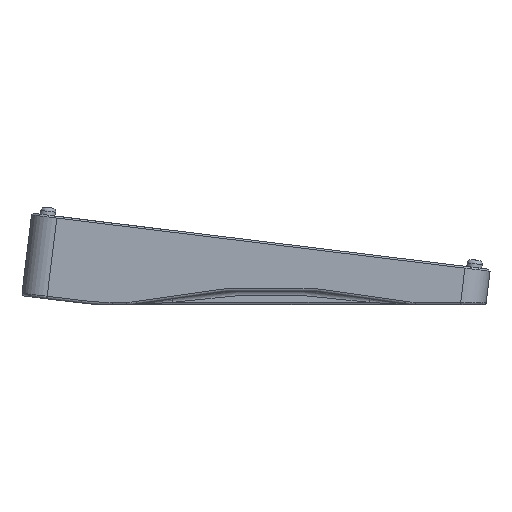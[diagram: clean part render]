
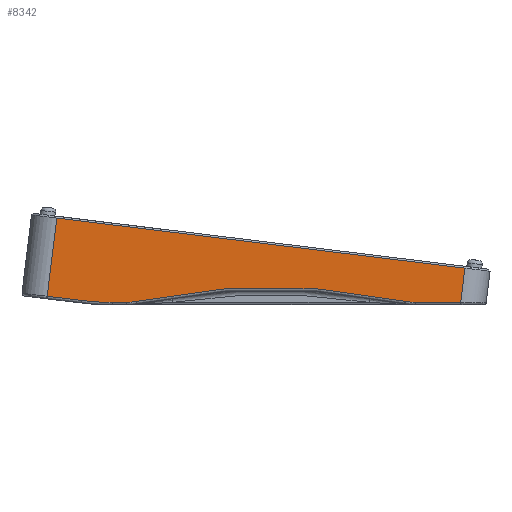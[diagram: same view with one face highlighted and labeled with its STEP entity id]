
A CAD part, left-side view. The second image highlights one B-rep face of the part: STEP entity #8342.
In plain terms, the highlighted planar face has unit normal (-1, 0, 0).
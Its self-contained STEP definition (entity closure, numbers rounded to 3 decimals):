
#1085=FACE_OUTER_BOUND('',#1589,.T.);
#1589=EDGE_LOOP('',(#7526,#7527,#7528,#7529,#7530,#7531,#7532,#7533,#7534,
#7535));
#2240=LINE('',#15877,#2866);
#2247=LINE('',#15895,#2873);
#2248=LINE('',#15899,#2874);
#2249=LINE('',#15901,#2875);
#2250=LINE('',#15905,#2876);
#2251=LINE('',#15912,#2877);
#2866=VECTOR('',#10748,10.);
#2873=VECTOR('',#10769,10.);
#2874=VECTOR('',#10774,10.);
#2875=VECTOR('',#10775,10.);
#2876=VECTOR('',#10778,10.);
#2877=VECTOR('',#10785,10.);
#3180=CIRCLE('',#8975,49.5);
#3181=CIRCLE('',#8976,9.5);
#3182=CIRCLE('',#8977,127.284);
#3183=CIRCLE('',#8978,9.5);
#4002=VERTEX_POINT('',#15871);
#4003=VERTEX_POINT('',#15875);
#4007=VERTEX_POINT('',#15894);
#4008=VERTEX_POINT('',#15898);
#4009=VERTEX_POINT('',#15900);
#4010=VERTEX_POINT('',#15902);
#4011=VERTEX_POINT('',#15904);
#4012=VERTEX_POINT('',#15906);
#4013=VERTEX_POINT('',#15908);
#4014=VERTEX_POINT('',#15910);
#5189=EDGE_CURVE('',#4003,#4002,#2240,.T.);
#5198=EDGE_CURVE('',#4002,#4007,#2247,.T.);
#5200=EDGE_CURVE('',#4008,#4003,#2248,.T.);
#5201=EDGE_CURVE('',#4009,#4008,#2249,.T.);
#5202=EDGE_CURVE('',#4010,#4009,#3180,.T.);
#5203=EDGE_CURVE('',#4011,#4010,#2250,.T.);
#5204=EDGE_CURVE('',#4012,#4011,#3181,.T.);
#5205=EDGE_CURVE('',#4013,#4012,#3182,.T.);
#5206=EDGE_CURVE('',#4014,#4013,#3183,.T.);
#5207=EDGE_CURVE('',#4007,#4014,#2251,.T.);
#7526=ORIENTED_EDGE('',*,*,#5189,.F.);
#7527=ORIENTED_EDGE('',*,*,#5200,.F.);
#7528=ORIENTED_EDGE('',*,*,#5201,.F.);
#7529=ORIENTED_EDGE('',*,*,#5202,.F.);
#7530=ORIENTED_EDGE('',*,*,#5203,.F.);
#7531=ORIENTED_EDGE('',*,*,#5204,.F.);
#7532=ORIENTED_EDGE('',*,*,#5205,.F.);
#7533=ORIENTED_EDGE('',*,*,#5206,.F.);
#7534=ORIENTED_EDGE('',*,*,#5207,.F.);
#7535=ORIENTED_EDGE('',*,*,#5198,.F.);
#7928=PLANE('',#8974);
#8342=ADVANCED_FACE('',(#1085),#7928,.F.);
#8974=AXIS2_PLACEMENT_3D('',#15897,#10772,#10773);
#8975=AXIS2_PLACEMENT_3D('',#15903,#10776,#10777);
#8976=AXIS2_PLACEMENT_3D('',#15907,#10779,#10780);
#8977=AXIS2_PLACEMENT_3D('',#15909,#10781,#10782);
#8978=AXIS2_PLACEMENT_3D('',#15911,#10783,#10784);
#10748=DIRECTION('',(0.,-0.993,-0.122));
#10769=DIRECTION('',(0.,0.122,-0.993));
#10772=DIRECTION('center_axis',(1.,0.,0.));
#10773=DIRECTION('ref_axis',(0.,0.,-1.));
#10774=DIRECTION('',(0.,-0.122,0.993));
#10775=DIRECTION('',(0.,0.993,0.122));
#10776=DIRECTION('center_axis',(1.,0.,0.));
#10777=DIRECTION('ref_axis',(0.,0.061,-0.998));
#10778=DIRECTION('',(0.,1.,0.));
#10779=DIRECTION('center_axis',(1.,0.,0.));
#10780=DIRECTION('ref_axis',(0.,-0.105,-0.995));
#10781=DIRECTION('center_axis',(-1.,0.,0.));
#10782=DIRECTION('ref_axis',(0.,0.,1.));
#10783=DIRECTION('center_axis',(1.,0.,0.));
#10784=DIRECTION('ref_axis',(0.,0.105,-0.995));
#10785=DIRECTION('',(0.,1.,0.));
#15871=CARTESIAN_POINT('',(-7.475,-78.451,-3.02));
#15875=CARTESIAN_POINT('',(-7.475,2.094,6.87));
#15877=CARTESIAN_POINT('',(-7.475,-37.842,1.966));
#15894=CARTESIAN_POINT('',(-7.475,-77.621,-9.775));
#15895=CARTESIAN_POINT('',(-7.475,-77.899,-7.513));
#15897=CARTESIAN_POINT('Origin',(-7.475,-37.219,-0.333));
#15898=CARTESIAN_POINT('',(-7.475,3.99,-8.573));
#15899=CARTESIAN_POINT('',(-7.475,2.107,6.764));
#15900=CARTESIAN_POINT('',(-7.475,-2.789,-9.406));
#15901=CARTESIAN_POINT('',(-7.475,-20.717,-11.607));
#15902=CARTESIAN_POINT('',(-7.475,-8.821,-9.775));
#15903=CARTESIAN_POINT('Origin',(-7.475,-8.821,39.725));
#15904=CARTESIAN_POINT('',(-7.475,-11.69,-9.775));
#15905=CARTESIAN_POINT('',(-7.475,-13.991,-9.775));
#15906=CARTESIAN_POINT('',(-7.475,-13.669,-9.566));
#15907=CARTESIAN_POINT('Origin',(-7.475,-11.69,-0.275));
#15908=CARTESIAN_POINT('',(-7.475,-66.692,-9.566));
#15909=CARTESIAN_POINT('Origin',(-7.475,-40.18,-134.059));
#15910=CARTESIAN_POINT('',(-7.475,-68.671,-9.775));
#15911=CARTESIAN_POINT('Origin',(-7.475,-68.671,-0.275));
#15912=CARTESIAN_POINT('',(-7.475,-13.991,-9.775));
